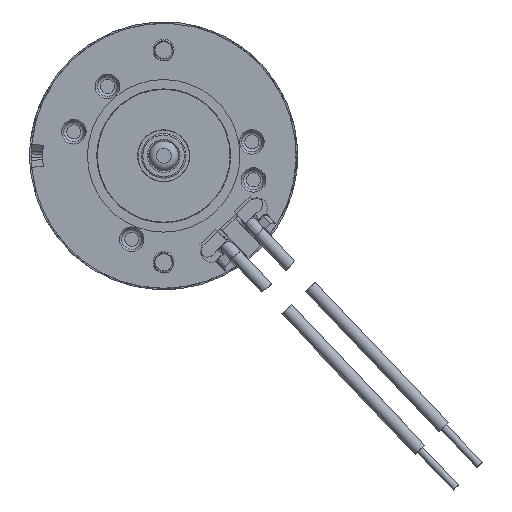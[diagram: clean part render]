
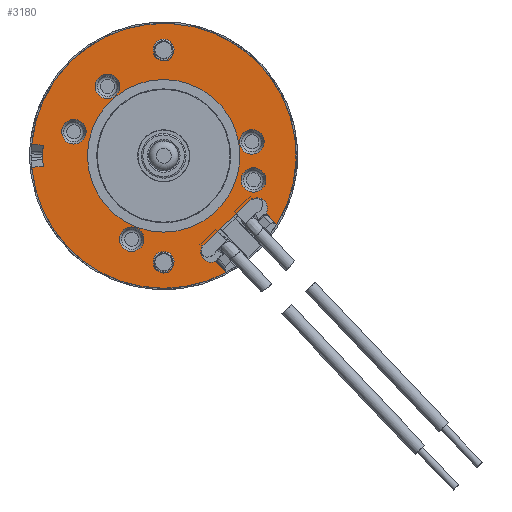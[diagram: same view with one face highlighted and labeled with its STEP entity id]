
A CAD part, left-side view. The second image highlights one B-rep face of the part: STEP entity #3180.
In plain terms, the highlighted planar face has unit normal (-1, 0, 0).
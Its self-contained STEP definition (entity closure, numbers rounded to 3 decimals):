
#1245=LINE('',#25608,#1744);
#1246=LINE('',#25613,#1745);
#1247=LINE('',#25617,#1746);
#1248=LINE('',#25621,#1747);
#1249=LINE('',#25625,#1748);
#1744=VECTOR('',#13472,1.);
#1745=VECTOR('',#13475,1.);
#1746=VECTOR('',#13478,1.);
#1747=VECTOR('',#13481,1.);
#1748=VECTOR('',#13484,1.);
#3180=ADVANCED_FACE('',(#3938,#3939,#3940,#3941,#3942,#3943,#3944,#3945,
#3946),#3605,.T.);
#3605=PLANE('',#11314);
#3938=FACE_BOUND('',#4665,.T.);
#3939=FACE_BOUND('',#4666,.T.);
#3940=FACE_BOUND('',#4667,.T.);
#3941=FACE_BOUND('',#4668,.T.);
#3942=FACE_BOUND('',#4669,.T.);
#3943=FACE_BOUND('',#4670,.T.);
#3944=FACE_BOUND('',#4671,.T.);
#3945=FACE_BOUND('',#4672,.T.);
#3946=FACE_BOUND('',#4673,.T.);
#4665=EDGE_LOOP('',(#6417));
#4666=EDGE_LOOP('',(#6418));
#4667=EDGE_LOOP('',(#6419));
#4668=EDGE_LOOP('',(#6420));
#4669=EDGE_LOOP('',(#6421));
#4670=EDGE_LOOP('',(#6422,#6423,#6424,#6425,#6426,#6427,#6428,#6429,#6430,
#6431));
#4671=EDGE_LOOP('',(#6432));
#4672=EDGE_LOOP('',(#6433));
#4673=EDGE_LOOP('',(#6434));
#6417=ORIENTED_EDGE('',*,*,#9544,.T.);
#6418=ORIENTED_EDGE('',*,*,#9545,.T.);
#6419=ORIENTED_EDGE('',*,*,#9546,.T.);
#6420=ORIENTED_EDGE('',*,*,#9547,.T.);
#6421=ORIENTED_EDGE('',*,*,#9548,.T.);
#6422=ORIENTED_EDGE('',*,*,#9549,.T.);
#6423=ORIENTED_EDGE('',*,*,#9550,.T.);
#6424=ORIENTED_EDGE('',*,*,#9551,.T.);
#6425=ORIENTED_EDGE('',*,*,#9552,.T.);
#6426=ORIENTED_EDGE('',*,*,#9553,.F.);
#6427=ORIENTED_EDGE('',*,*,#9554,.F.);
#6428=ORIENTED_EDGE('',*,*,#9555,.F.);
#6429=ORIENTED_EDGE('',*,*,#9556,.F.);
#6430=ORIENTED_EDGE('',*,*,#9557,.F.);
#6431=ORIENTED_EDGE('',*,*,#9558,.T.);
#6432=ORIENTED_EDGE('',*,*,#9559,.F.);
#6433=ORIENTED_EDGE('',*,*,#9560,.F.);
#6434=ORIENTED_EDGE('',*,*,#9561,.F.);
#8309=VERTEX_POINT('',#25599);
#8310=VERTEX_POINT('',#25601);
#8311=VERTEX_POINT('',#25603);
#8312=VERTEX_POINT('',#25605);
#8313=VERTEX_POINT('',#25607);
#8314=VERTEX_POINT('',#25609);
#8315=VERTEX_POINT('',#25610);
#8316=VERTEX_POINT('',#25612);
#8317=VERTEX_POINT('',#25614);
#8318=VERTEX_POINT('',#25616);
#8319=VERTEX_POINT('',#25618);
#8320=VERTEX_POINT('',#25620);
#8321=VERTEX_POINT('',#25622);
#8322=VERTEX_POINT('',#25624);
#8323=VERTEX_POINT('',#25626);
#8324=VERTEX_POINT('',#25629);
#8325=VERTEX_POINT('',#25631);
#8326=VERTEX_POINT('',#25633);
#9544=EDGE_CURVE('',#8309,#8309,#10409,.T.);
#9545=EDGE_CURVE('',#8310,#8310,#10410,.T.);
#9546=EDGE_CURVE('',#8311,#8311,#10411,.T.);
#9547=EDGE_CURVE('',#8312,#8312,#10412,.T.);
#9548=EDGE_CURVE('',#8313,#8313,#10413,.T.);
#9549=EDGE_CURVE('',#8314,#8315,#1245,.T.);
#9550=EDGE_CURVE('',#8315,#8316,#10414,.T.);
#9551=EDGE_CURVE('',#8316,#8317,#1246,.T.);
#9552=EDGE_CURVE('',#8317,#8318,#10415,.T.);
#9553=EDGE_CURVE('',#8319,#8318,#1247,.T.);
#9554=EDGE_CURVE('',#8320,#8319,#10416,.T.);
#9555=EDGE_CURVE('',#8321,#8320,#1248,.T.);
#9556=EDGE_CURVE('',#8322,#8321,#10417,.T.);
#9557=EDGE_CURVE('',#8323,#8322,#1249,.T.);
#9558=EDGE_CURVE('',#8323,#8314,#10418,.T.);
#9559=EDGE_CURVE('',#8324,#8324,#10419,.T.);
#9560=EDGE_CURVE('',#8325,#8325,#10420,.T.);
#9561=EDGE_CURVE('',#8326,#8326,#10421,.T.);
#10409=CIRCLE('',#11301,1.65);
#10410=CIRCLE('',#11302,1.65);
#10411=CIRCLE('',#11303,1.65);
#10412=CIRCLE('',#11304,1.65);
#10413=CIRCLE('',#11305,1.65);
#10414=CIRCLE('',#11306,16.25);
#10415=CIRCLE('',#11307,17.8);
#10416=CIRCLE('',#11308,1.4);
#10417=CIRCLE('',#11309,1.4);
#10418=CIRCLE('',#11310,17.8);
#10419=CIRCLE('',#11311,1.4);
#10420=CIRCLE('',#11312,1.4);
#10421=CIRCLE('',#11313,10.25);
#11301=AXIS2_PLACEMENT_3D('',#25598,#13462,#13463);
#11302=AXIS2_PLACEMENT_3D('',#25600,#13464,#13465);
#11303=AXIS2_PLACEMENT_3D('',#25602,#13466,#13467);
#11304=AXIS2_PLACEMENT_3D('',#25604,#13468,#13469);
#11305=AXIS2_PLACEMENT_3D('',#25606,#13470,#13471);
#11306=AXIS2_PLACEMENT_3D('',#25611,#13473,#13474);
#11307=AXIS2_PLACEMENT_3D('',#25615,#13476,#13477);
#11308=AXIS2_PLACEMENT_3D('',#25619,#13479,#13480);
#11309=AXIS2_PLACEMENT_3D('',#25623,#13482,#13483);
#11310=AXIS2_PLACEMENT_3D('',#25627,#13485,#13486);
#11311=AXIS2_PLACEMENT_3D('',#25628,#13487,#13488);
#11312=AXIS2_PLACEMENT_3D('',#25630,#13489,#13490);
#11313=AXIS2_PLACEMENT_3D('',#25632,#13491,#13492);
#11314=AXIS2_PLACEMENT_3D('',#25634,#13493,#13494);
#13462=DIRECTION('',(1.,0.,0.));
#13463=DIRECTION('',(0.,0.5,0.866));
#13464=DIRECTION('',(1.,0.,0.));
#13465=DIRECTION('',(0.,0.5,-0.866));
#13466=DIRECTION('',(1.,0.,0.));
#13467=DIRECTION('',(0.,1.,0.));
#13468=DIRECTION('',(1.,0.,0.));
#13469=DIRECTION('',(0.,-1.,0.));
#13470=DIRECTION('',(1.,0.,0.));
#13471=DIRECTION('',(0.,-1.,0.));
#13472=DIRECTION('',(0.,-0.996,-0.087));
#13473=DIRECTION('',(-1.,0.,0.));
#13474=DIRECTION('',(0.,1.,0.));
#13475=DIRECTION('',(0.,0.996,-0.087));
#13476=DIRECTION('',(-1.,0.,0.));
#13477=DIRECTION('',(0.,1.,0.));
#13478=DIRECTION('',(0.,-0.688,-0.725));
#13479=DIRECTION('',(-1.,0.,0.));
#13480=DIRECTION('',(0.,1.,0.));
#13481=DIRECTION('',(0.,0.725,-0.688));
#13482=DIRECTION('',(-1.,0.,0.));
#13483=DIRECTION('',(0.,1.,0.));
#13484=DIRECTION('',(0.,0.688,0.725));
#13485=DIRECTION('',(-1.,0.,0.));
#13486=DIRECTION('',(0.,1.,0.));
#13487=DIRECTION('',(-1.,0.,0.));
#13488=DIRECTION('',(0.,1.,0.));
#13489=DIRECTION('',(-1.,0.,0.));
#13490=DIRECTION('',(0.,1.,0.));
#13491=DIRECTION('',(-1.,0.,0.));
#13492=DIRECTION('',(0.,1.,0.));
#13493=DIRECTION('',(-1.,0.,0.));
#13494=DIRECTION('',(0.,1.,0.));
#25598=CARTESIAN_POINT('',(-60.,-11.852,1.877));
#25599=CARTESIAN_POINT('',(-60.,-11.027,3.306));
#25600=CARTESIAN_POINT('',(-60.,7.552,9.326));
#25601=CARTESIAN_POINT('',(-60.,8.377,7.897));
#25602=CARTESIAN_POINT('',(-60.,-12.074,-3.235));
#25603=CARTESIAN_POINT('',(-60.,-10.424,-3.235));
#25604=CARTESIAN_POINT('',(-60.,4.3,-11.203));
#25605=CARTESIAN_POINT('',(-60.,2.65,-11.203));
#25606=CARTESIAN_POINT('',(-60.,12.074,3.235));
#25607=CARTESIAN_POINT('',(-60.,10.424,3.235));
#25608=CARTESIAN_POINT('',(-60.,18.724,1.638));
#25609=CARTESIAN_POINT('',(-60.,17.732,1.551));
#25610=CARTESIAN_POINT('',(-60.,16.188,1.416));
#25611=CARTESIAN_POINT('',(-60.,0.,0.));
#25612=CARTESIAN_POINT('',(-60.,16.188,-1.416));
#25613=CARTESIAN_POINT('',(-60.,16.188,-1.416));
#25614=CARTESIAN_POINT('',(-60.,17.732,-1.551));
#25615=CARTESIAN_POINT('',(-60.,0.,0.));
#25616=CARTESIAN_POINT('',(-60.,-8.454,-15.664));
#25617=CARTESIAN_POINT('',(-60.,-1.745,-8.594));
#25618=CARTESIAN_POINT('',(-60.,-7.015,-14.148));
#25619=CARTESIAN_POINT('',(-60.,-6.382,-12.899));
#25620=CARTESIAN_POINT('',(-60.,-5.418,-11.884));
#25621=CARTESIAN_POINT('',(-60.,-3.383,-13.815));
#25622=CARTESIAN_POINT('',(-60.,-11.584,-6.033));
#25623=CARTESIAN_POINT('',(-60.,-12.548,-7.048));
#25624=CARTESIAN_POINT('',(-60.,-13.761,-7.746));
#25625=CARTESIAN_POINT('',(-60.,-8.491,-2.192));
#25626=CARTESIAN_POINT('',(-60.,-15.2,-9.262));
#25627=CARTESIAN_POINT('',(-60.,0.,0.));
#25628=CARTESIAN_POINT('',(-60.,0.,14.25));
#25629=CARTESIAN_POINT('',(-60.,1.4,14.25));
#25630=CARTESIAN_POINT('',(-60.,0.,-14.25));
#25631=CARTESIAN_POINT('',(-60.,1.4,-14.25));
#25632=CARTESIAN_POINT('',(-60.,0.,0.));
#25633=CARTESIAN_POINT('',(-60.,10.25,0.));
#25634=CARTESIAN_POINT('',(-60.,0.,-10.25));
